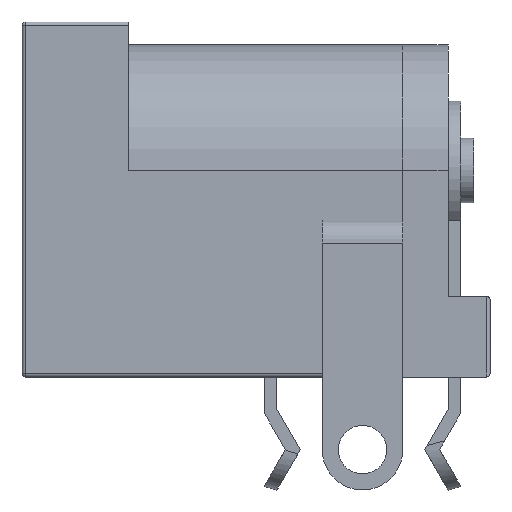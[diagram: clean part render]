
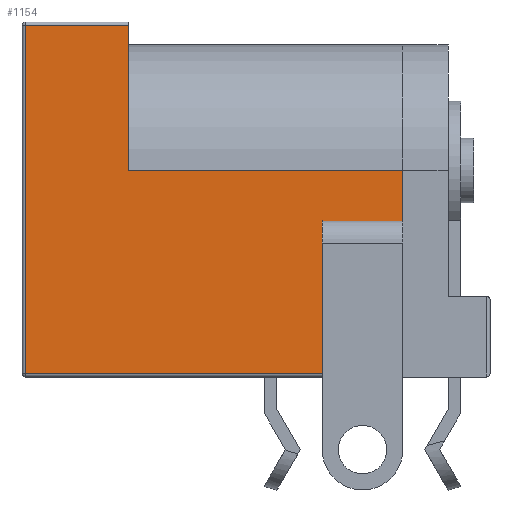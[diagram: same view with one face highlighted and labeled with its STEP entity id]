
A CAD part, front view. The second image highlights one B-rep face of the part: STEP entity #1154.
In plain terms, the highlighted planar face has unit normal (0, -1, 0).
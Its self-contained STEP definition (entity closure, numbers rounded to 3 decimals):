
#77 = CARTESIAN_POINT ( 'NONE',  ( -1.4, -4.5, 0. ) ) ;
#83 = EDGE_CURVE ( 'NONE', #2239, #528, #2348, .T. ) ;
#114 = ORIENTED_EDGE ( 'NONE', *, *, #569, .T. ) ;
#115 = CARTESIAN_POINT ( 'NONE',  ( -1.4, -4.5, -6.3 ) ) ;
#133 = DIRECTION ( 'NONE',  ( -1., 0., 0. ) ) ;
#143 = FACE_OUTER_BOUND ( 'NONE', #1416, .T. ) ;
#167 = VECTOR ( 'NONE', #1977, 1000. ) ;
#344 = EDGE_CURVE ( 'NONE', #2301, #603, #2255, .T. ) ;
#386 = ORIENTED_EDGE ( 'NONE', *, *, #2751, .T. ) ;
#390 = DIRECTION ( 'NONE',  ( 0., 0., 1. ) ) ;
#496 = CARTESIAN_POINT ( 'NONE',  ( -1.4, -4.5, -6.3 ) ) ;
#528 = VERTEX_POINT ( 'NONE', #1206 ) ;
#569 = EDGE_CURVE ( 'NONE', #2271, #2301, #1449, .T. ) ;
#603 = VERTEX_POINT ( 'NONE', #115 ) ;
#761 = CARTESIAN_POINT ( 'NONE',  ( -9.9, -4.5, -6.4 ) ) ;
#781 = LINE ( 'NONE', #761, #1896 ) ;
#983 = DIRECTION ( 'NONE',  ( 1., 0., 0. ) ) ;
#992 = VERTEX_POINT ( 'NONE', #1681 ) ;
#1109 = VECTOR ( 'NONE', #133, 1000. ) ;
#1154 = ADVANCED_FACE ( 'NONE', ( #143 ), #2745, .F. ) ;
#1206 = CARTESIAN_POINT ( 'NONE',  ( -9.9, -4.5, 0. ) ) ;
#1342 = CARTESIAN_POINT ( 'NONE',  ( -13.1, -4.5, -6.3 ) ) ;
#1349 = AXIS2_PLACEMENT_3D ( 'NONE', #1450, #2818, #2474 ) ;
#1385 = CARTESIAN_POINT ( 'NONE',  ( -13.2, -4.5, 4.5 ) ) ;
#1411 = VECTOR ( 'NONE', #2204, 1000. ) ;
#1416 = EDGE_LOOP ( 'NONE', ( #114, #1666, #2008, #2370, #386, #1936 ) ) ;
#1419 = LINE ( 'NONE', #2408, #167 ) ;
#1421 = EDGE_CURVE ( 'NONE', #2239, #603, #1419, .T. ) ;
#1432 = EDGE_CURVE ( 'NONE', #992, #2271, #2075, .T. ) ;
#1449 = LINE ( 'NONE', #2680, #2808 ) ;
#1450 = CARTESIAN_POINT ( 'NONE',  ( -13.2, -4.5, -6.4 ) ) ;
#1666 = ORIENTED_EDGE ( 'NONE', *, *, #344, .T. ) ;
#1681 = CARTESIAN_POINT ( 'NONE',  ( -9.9, -4.5, 4.5 ) ) ;
#1896 = VECTOR ( 'NONE', #390, 1000. ) ;
#1936 = ORIENTED_EDGE ( 'NONE', *, *, #1432, .T. ) ;
#1977 = DIRECTION ( 'NONE',  ( 0., 0., -1. ) ) ;
#2008 = ORIENTED_EDGE ( 'NONE', *, *, #1421, .F. ) ;
#2075 = LINE ( 'NONE', #1385, #1411 ) ;
#2204 = DIRECTION ( 'NONE',  ( -1., 0., 0. ) ) ;
#2239 = VERTEX_POINT ( 'NONE', #77 ) ;
#2255 = LINE ( 'NONE', #496, #2892 ) ;
#2271 = VERTEX_POINT ( 'NONE', #2571 ) ;
#2301 = VERTEX_POINT ( 'NONE', #1342 ) ;
#2348 = LINE ( 'NONE', #2888, #1109 ) ;
#2370 = ORIENTED_EDGE ( 'NONE', *, *, #83, .T. ) ;
#2408 = CARTESIAN_POINT ( 'NONE',  ( -1.4, -4.5, -6.4 ) ) ;
#2474 = DIRECTION ( 'NONE',  ( 0., 0., 1. ) ) ;
#2571 = CARTESIAN_POINT ( 'NONE',  ( -13.1, -4.5, 4.5 ) ) ;
#2680 = CARTESIAN_POINT ( 'NONE',  ( -13.1, -4.5, -6.4 ) ) ;
#2731 = DIRECTION ( 'NONE',  ( 0., 0., -1. ) ) ;
#2745 = PLANE ( 'NONE',  #1349 ) ;
#2751 = EDGE_CURVE ( 'NONE', #528, #992, #781, .T. ) ;
#2808 = VECTOR ( 'NONE', #2731, 1000. ) ;
#2818 = DIRECTION ( 'NONE',  ( 0., 1., 0. ) ) ;
#2888 = CARTESIAN_POINT ( 'NONE',  ( -1.4, -4.5, 0. ) ) ;
#2892 = VECTOR ( 'NONE', #983, 1000. ) ;
